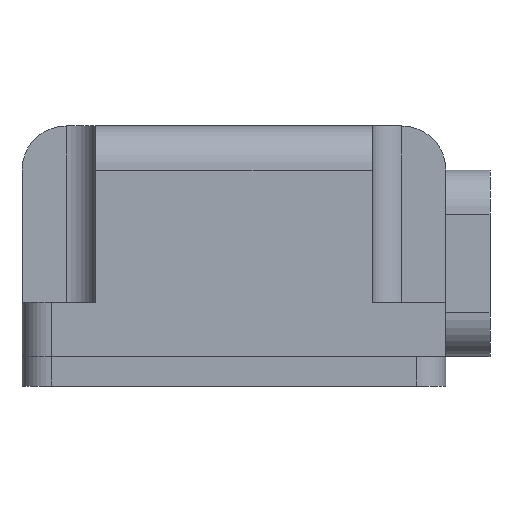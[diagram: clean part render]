
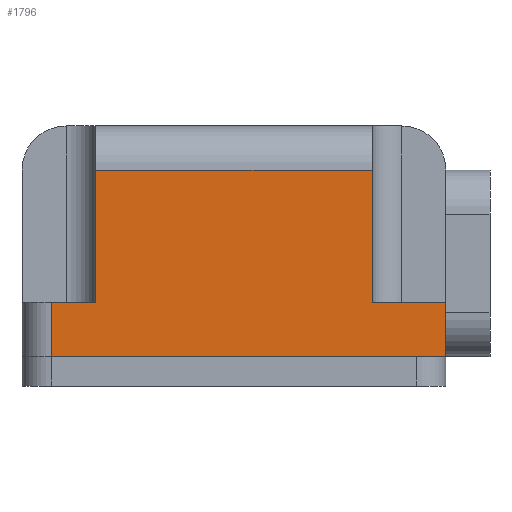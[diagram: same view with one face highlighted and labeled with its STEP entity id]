
A CAD part, front view. The second image highlights one B-rep face of the part: STEP entity #1796.
In plain terms, the highlighted planar face has unit normal (0, -1, 0).
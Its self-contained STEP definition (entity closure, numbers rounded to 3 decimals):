
#109=FACE_OUTER_BOUND('',#212,.T.);
#212=EDGE_LOOP('',(#1355,#1356,#1357,#1358,#1359,#1360,#1361,#1362));
#383=LINE('',#2614,#572);
#393=LINE('',#2637,#582);
#452=LINE('',#2786,#641);
#453=LINE('',#2789,#642);
#456=LINE('',#2795,#645);
#457=LINE('',#2797,#646);
#458=LINE('',#2798,#647);
#459=LINE('',#2799,#648);
#572=VECTOR('',#2076,10.);
#582=VECTOR('',#2094,10.);
#641=VECTOR('',#2231,10.);
#642=VECTOR('',#2234,10.);
#645=VECTOR('',#2239,10.);
#646=VECTOR('',#2240,10.);
#647=VECTOR('',#2241,10.);
#648=VECTOR('',#2242,10.);
#764=VERTEX_POINT('',#2612);
#765=VERTEX_POINT('',#2613);
#774=VERTEX_POINT('',#2636);
#822=VERTEX_POINT('',#2779);
#825=VERTEX_POINT('',#2784);
#826=VERTEX_POINT('',#2788);
#828=VERTEX_POINT('',#2794);
#829=VERTEX_POINT('',#2796);
#937=EDGE_CURVE('',#764,#765,#383,.T.);
#949=EDGE_CURVE('',#765,#774,#393,.T.);
#1024=EDGE_CURVE('',#825,#822,#452,.T.);
#1025=EDGE_CURVE('',#826,#822,#453,.T.);
#1028=EDGE_CURVE('',#825,#828,#456,.T.);
#1029=EDGE_CURVE('',#828,#829,#457,.T.);
#1030=EDGE_CURVE('',#774,#829,#458,.T.);
#1031=EDGE_CURVE('',#764,#826,#459,.T.);
#1355=ORIENTED_EDGE('',*,*,#1024,.F.);
#1356=ORIENTED_EDGE('',*,*,#1028,.T.);
#1357=ORIENTED_EDGE('',*,*,#1029,.T.);
#1358=ORIENTED_EDGE('',*,*,#1030,.F.);
#1359=ORIENTED_EDGE('',*,*,#949,.F.);
#1360=ORIENTED_EDGE('',*,*,#937,.F.);
#1361=ORIENTED_EDGE('',*,*,#1031,.T.);
#1362=ORIENTED_EDGE('',*,*,#1025,.T.);
#1729=PLANE('',#1927);
#1796=ADVANCED_FACE('',(#109),#1729,.T.);
#1927=AXIS2_PLACEMENT_3D('',#2793,#2237,#2238);
#2076=DIRECTION('',(0.,0.,-1.));
#2094=DIRECTION('',(-1.,0.,0.));
#2231=DIRECTION('',(1.,0.,0.));
#2234=DIRECTION('',(0.,0.,1.));
#2237=DIRECTION('center_axis',(0.,-1.,0.));
#2238=DIRECTION('ref_axis',(1.,0.,0.));
#2239=DIRECTION('',(0.,0.,-1.));
#2240=DIRECTION('',(-1.,0.,0.));
#2241=DIRECTION('',(0.,0.,1.));
#2242=DIRECTION('',(-1.,0.,0.));
#2612=CARTESIAN_POINT('',(14.414,-26.86,1.97));
#2613=CARTESIAN_POINT('',(14.414,-26.86,-1.722));
#2614=CARTESIAN_POINT('',(14.414,-26.86,1.451));
#2636=CARTESIAN_POINT('',(-12.414,-26.86,-1.722));
#2637=CARTESIAN_POINT('',(-14.414,-26.86,-1.722));
#2779=CARTESIAN_POINT('',(9.414,-26.86,10.97));
#2784=CARTESIAN_POINT('',(-9.414,-26.86,10.97));
#2786=CARTESIAN_POINT('',(-7.207,-26.86,10.97));
#2788=CARTESIAN_POINT('',(9.414,-26.86,1.97));
#2789=CARTESIAN_POINT('',(9.414,-26.86,7.874));
#2793=CARTESIAN_POINT('Origin',(-14.414,-26.86,1.778));
#2794=CARTESIAN_POINT('',(-9.414,-26.86,1.97));
#2795=CARTESIAN_POINT('',(-9.414,-26.86,7.874));
#2796=CARTESIAN_POINT('',(-12.414,-26.86,1.97));
#2797=CARTESIAN_POINT('',(-13.164,-26.86,1.97));
#2798=CARTESIAN_POINT('',(-12.414,-26.86,1.778));
#2799=CARTESIAN_POINT('',(-1.25,-26.86,1.97));
